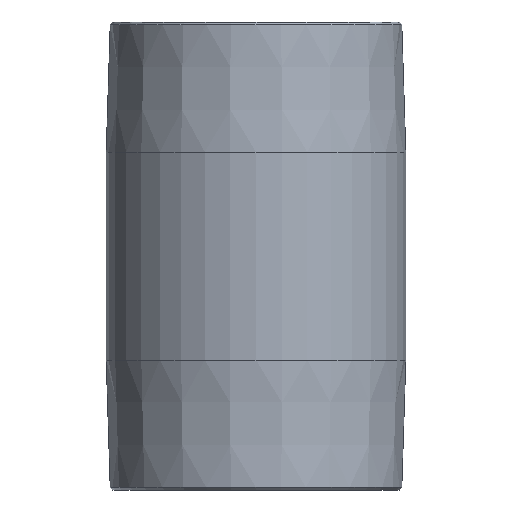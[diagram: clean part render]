
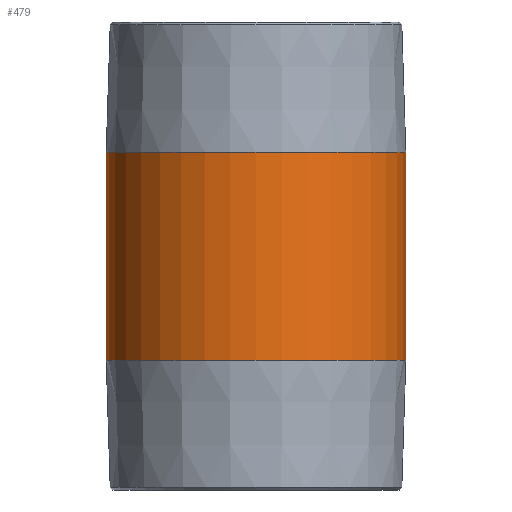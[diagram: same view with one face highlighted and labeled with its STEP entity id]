
A CAD part, front view. The second image highlights one B-rep face of the part: STEP entity #479.
In plain terms, the highlighted cylindrical face has radius 36.576 mm (diameter 73.152 mm), a partial arc.
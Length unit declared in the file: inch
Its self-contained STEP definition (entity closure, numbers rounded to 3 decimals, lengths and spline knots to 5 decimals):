
#3 = EDGE_CURVE ( 'NONE', #440, #5, #415, .T. ) ;
#5 = VERTEX_POINT ( 'NONE', #30 ) ;
#11 = LINE ( 'NONE', #138, #501 ) ;
#30 = CARTESIAN_POINT ( 'NONE',  ( 1.44, 0., 1.25 ) ) ;
#32 = DIRECTION ( 'NONE',  ( 0., 0., -1. ) ) ;
#39 = DIRECTION ( 'NONE',  ( -1., 0., 0. ) ) ;
#70 = AXIS2_PLACEMENT_3D ( 'NONE', #349, #531, #93 ) ;
#93 = DIRECTION ( 'NONE',  ( -1., 0., 0. ) ) ;
#115 = VECTOR ( 'NONE', #32, 39.37008 ) ;
#117 = DIRECTION ( 'NONE',  ( 0., 0., -1. ) ) ;
#138 = CARTESIAN_POINT ( 'NONE',  ( -1.44, 0., 4.5 ) ) ;
#153 = EDGE_CURVE ( 'NONE', #5, #335, #320, .T. ) ;
#178 = AXIS2_PLACEMENT_3D ( 'NONE', #203, #117, #39 ) ;
#186 = ORIENTED_EDGE ( 'NONE', *, *, #314, .T. ) ;
#203 = CARTESIAN_POINT ( 'NONE',  ( 0., 0., 3.25 ) ) ;
#206 = ORIENTED_EDGE ( 'NONE', *, *, #3, .F. ) ;
#209 = CARTESIAN_POINT ( 'NONE',  ( -1.44, 0., 3.25 ) ) ;
#224 = CARTESIAN_POINT ( 'NONE',  ( 1.44, 0., 3.25 ) ) ;
#256 = FACE_OUTER_BOUND ( 'NONE', #343, .T. ) ;
#258 = VERTEX_POINT ( 'NONE', #209 ) ;
#277 = CARTESIAN_POINT ( 'NONE',  ( 1.44, 0., 4.5 ) ) ;
#280 = DIRECTION ( 'NONE',  ( -1., 0., 0. ) ) ;
#311 = ORIENTED_EDGE ( 'NONE', *, *, #432, .T. ) ;
#314 = EDGE_CURVE ( 'NONE', #440, #258, #400, .T. ) ;
#320 = CIRCLE ( 'NONE', #403, 1.44 ) ;
#335 = VERTEX_POINT ( 'NONE', #515 ) ;
#343 = EDGE_LOOP ( 'NONE', ( #206, #186, #311, #534 ) ) ;
#349 = CARTESIAN_POINT ( 'NONE',  ( 0., 0., 4.5 ) ) ;
#392 = CYLINDRICAL_SURFACE ( 'NONE', #70, 1.44 ) ;
#400 = CIRCLE ( 'NONE', #178, 1.44 ) ;
#403 = AXIS2_PLACEMENT_3D ( 'NONE', #543, #548, #280 ) ;
#415 = LINE ( 'NONE', #277, #115 ) ;
#432 = EDGE_CURVE ( 'NONE', #258, #335, #11, .T. ) ;
#440 = VERTEX_POINT ( 'NONE', #224 ) ;
#473 = DIRECTION ( 'NONE',  ( 0., 0., -1. ) ) ;
#479 = ADVANCED_FACE ( 'NONE', ( #256 ), #392, .T. ) ;
#501 = VECTOR ( 'NONE', #473, 39.37008 ) ;
#515 = CARTESIAN_POINT ( 'NONE',  ( -1.44, 0., 1.25 ) ) ;
#531 = DIRECTION ( 'NONE',  ( 0., 0., -1. ) ) ;
#534 = ORIENTED_EDGE ( 'NONE', *, *, #153, .F. ) ;
#543 = CARTESIAN_POINT ( 'NONE',  ( 0., 0., 1.25 ) ) ;
#548 = DIRECTION ( 'NONE',  ( 0., 0., -1. ) ) ;
